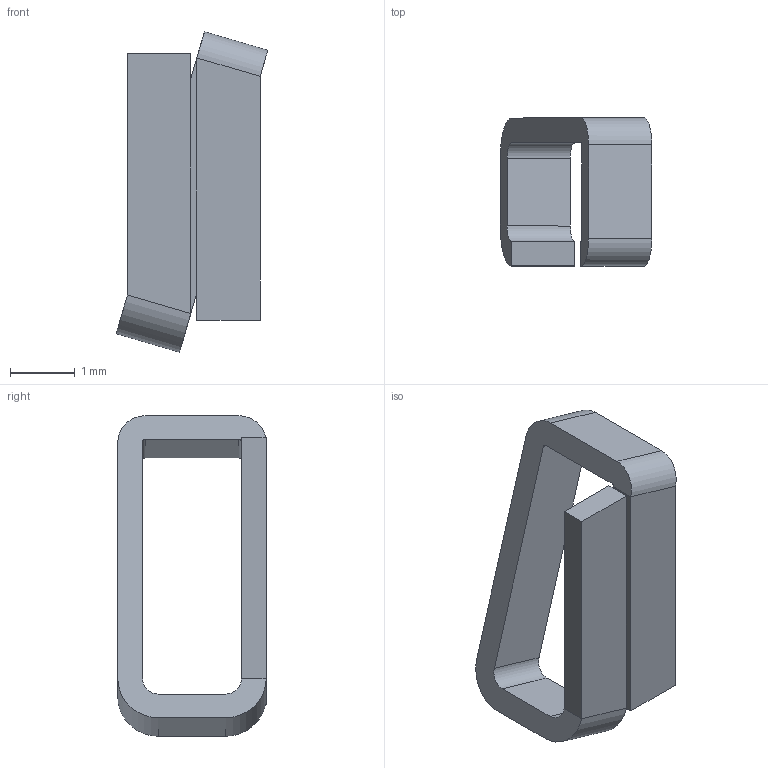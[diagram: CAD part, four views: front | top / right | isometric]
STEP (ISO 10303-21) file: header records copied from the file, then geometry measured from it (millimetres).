
FILE_DESCRIPTION (( 'STEP AP214' ), '1' );
FILE_NAME ('5018.STEP', '2007-12-17T15:52:09', ( 'Richard Maletta' ), ( '' ), 'SwSTEP 2.0', 'SolidWorks 2007', '' );
FILE_SCHEMA (( 'AUTOMOTIVE_DESIGN' ));
Length unit declared in the file: inch
Products named in the file (1): 5018
Bounding box: 2.34 x 2.29 x 4.94 mm (x, y, z)
Volume: 6.1 mm3; surface area: 45.2 mm2
Topology: 1 solids, 1 shells, 26 faces, 64 edges, 40 vertices
Faces by surface type: plane 18, cylinder 8
Entity records: 787 total; most frequent: DIRECTION 134, CARTESIAN_POINT 131, ORIENTED_EDGE 128, EDGE_CURVE 64, LINE 48, VECTOR 48, AXIS2_PLACEMENT_3D 43, VERTEX_POINT 40
